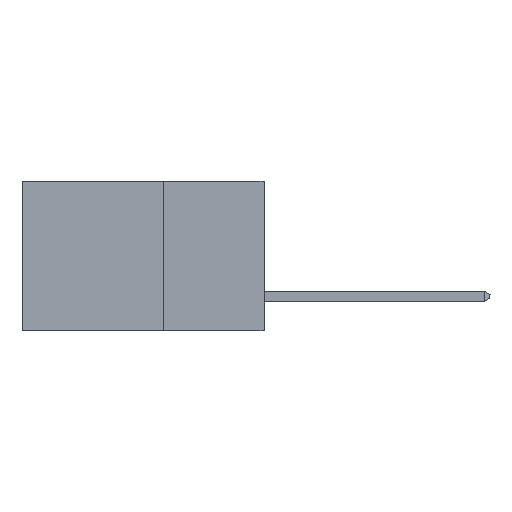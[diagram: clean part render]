
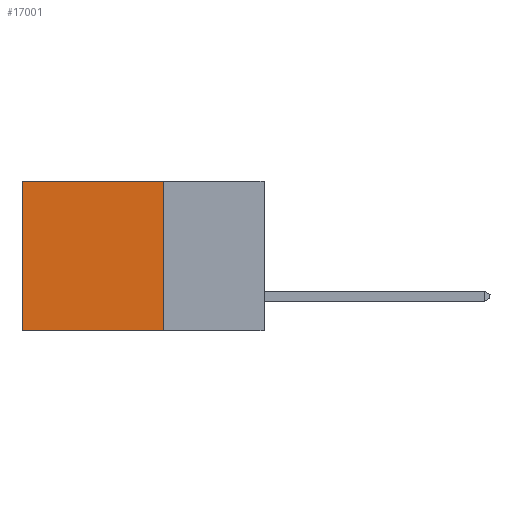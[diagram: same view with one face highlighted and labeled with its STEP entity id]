
A CAD part, left-side view. The second image highlights one B-rep face of the part: STEP entity #17001.
In plain terms, the highlighted planar face has unit normal (-1, 0, 0).
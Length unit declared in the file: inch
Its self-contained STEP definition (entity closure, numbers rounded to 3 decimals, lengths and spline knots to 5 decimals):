
#192 = ORIENTED_EDGE ( 'NONE', *, *, #3503, .T. ) ;
#445 = FACE_OUTER_BOUND ( 'NONE', #11114, .T. ) ;
#1127 = LINE ( 'NONE', #10238, #2257 ) ;
#1888 = CARTESIAN_POINT ( 'NONE',  ( 0.2615, 0.25, 0. ) ) ;
#2007 = DIRECTION ( 'NONE',  ( 0., 1., 0. ) ) ;
#2257 = VECTOR ( 'NONE', #8466, 39.37008 ) ;
#2811 = CARTESIAN_POINT ( 'NONE',  ( 0.2615, 0.6, -0.37 ) ) ;
#3259 = CARTESIAN_POINT ( 'NONE',  ( 0.2615, 0.6, -0.37 ) ) ;
#3503 = EDGE_CURVE ( 'NONE', #6853, #14056, #14198, .T. ) ;
#3815 = VECTOR ( 'NONE', #19244, 39.37008 ) ;
#4098 = AXIS2_PLACEMENT_3D ( 'NONE', #6430, #12439, #5070 ) ;
#4931 = DIRECTION ( 'NONE',  ( 0., 0., -1. ) ) ;
#5070 = DIRECTION ( 'NONE',  ( 0., 0., -1. ) ) ;
#6090 = ORIENTED_EDGE ( 'NONE', *, *, #6721, .T. ) ;
#6430 = CARTESIAN_POINT ( 'NONE',  ( 0.2615, 0.25, -0.37 ) ) ;
#6445 = CARTESIAN_POINT ( 'NONE',  ( 0.2615, 0.6, 0. ) ) ;
#6721 = EDGE_CURVE ( 'NONE', #14056, #6916, #13241, .T. ) ;
#6853 = VERTEX_POINT ( 'NONE', #1888 ) ;
#6916 = VERTEX_POINT ( 'NONE', #3259 ) ;
#7679 = EDGE_CURVE ( 'NONE', #15437, #6916, #1127, .T. ) ;
#8466 = DIRECTION ( 'NONE',  ( 0., 1., 0. ) ) ;
#10238 = CARTESIAN_POINT ( 'NONE',  ( 0.2615, 0.25, -0.37 ) ) ;
#11114 = EDGE_LOOP ( 'NONE', ( #6090, #14697, #13283, #192 ) ) ;
#12439 = DIRECTION ( 'NONE',  ( 1., 0., 0. ) ) ;
#13041 = EDGE_CURVE ( 'NONE', #6853, #15437, #13892, .T. ) ;
#13241 = LINE ( 'NONE', #2811, #3815 ) ;
#13283 = ORIENTED_EDGE ( 'NONE', *, *, #13041, .F. ) ;
#13892 = LINE ( 'NONE', #16818, #14656 ) ;
#14056 = VERTEX_POINT ( 'NONE', #6445 ) ;
#14198 = LINE ( 'NONE', #15467, #15092 ) ;
#14656 = VECTOR ( 'NONE', #4931, 39.37008 ) ;
#14697 = ORIENTED_EDGE ( 'NONE', *, *, #7679, .F. ) ;
#15092 = VECTOR ( 'NONE', #2007, 39.37008 ) ;
#15437 = VERTEX_POINT ( 'NONE', #15909 ) ;
#15467 = CARTESIAN_POINT ( 'NONE',  ( 0.2615, 0.25, 0. ) ) ;
#15909 = CARTESIAN_POINT ( 'NONE',  ( 0.2615, 0.25, -0.37 ) ) ;
#16818 = CARTESIAN_POINT ( 'NONE',  ( 0.2615, 0.25, -0.37 ) ) ;
#16955 = PLANE ( 'NONE',  #4098 ) ;
#17001 = ADVANCED_FACE ( 'NONE', ( #445 ), #16955, .F. ) ;
#19244 = DIRECTION ( 'NONE',  ( 0., 0., -1. ) ) ;
